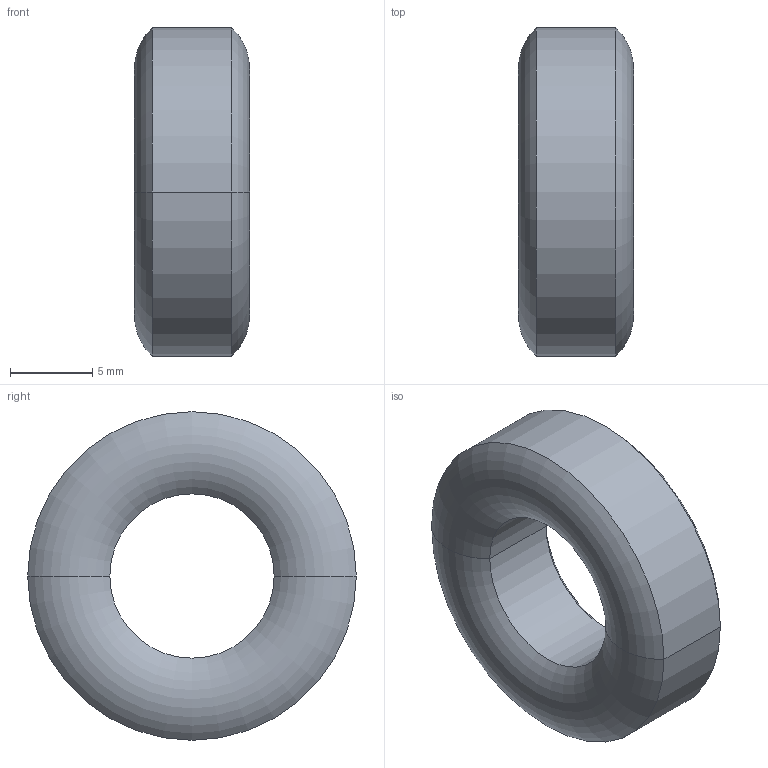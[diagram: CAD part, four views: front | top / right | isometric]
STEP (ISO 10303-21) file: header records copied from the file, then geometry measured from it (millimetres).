
FILE_DESCRIPTION((''),'2;1');
FILE_NAME('C61020-A0020-C014-06-7606','2018-06-08T',('ec7121'),(''),'PRO/ENGINEER BY PARAMETRIC TECHNOLOGY CORPORATION, 2014000','PRO/ENGINEER BY PARAMETRIC TECHNOLOGY CORPORATION, 2014000','');
FILE_SCHEMA(('CONFIG_CONTROL_DESIGN'));
Length unit declared in the file: millimetre
Products named in the file (1): C61020-A0020-C014-06-7606
Bounding box: 7 x 20 x 20 mm (x, y, z)
Volume: 1493 mm3; surface area: 984.7 mm2
Topology: 1 solids, 1 shells, 8 faces, 16 edges, 8 vertices
Faces by surface type: torus 4, cylinder 4
Entity records: 250 total; most frequent: DIRECTION 44, CARTESIAN_POINT 32, ORIENTED_EDGE 32, AXIS2_PLACEMENT_3D 20, EDGE_CURVE 16, CIRCLE 12, VERTEX_POINT 8, EDGE_LOOP 8
